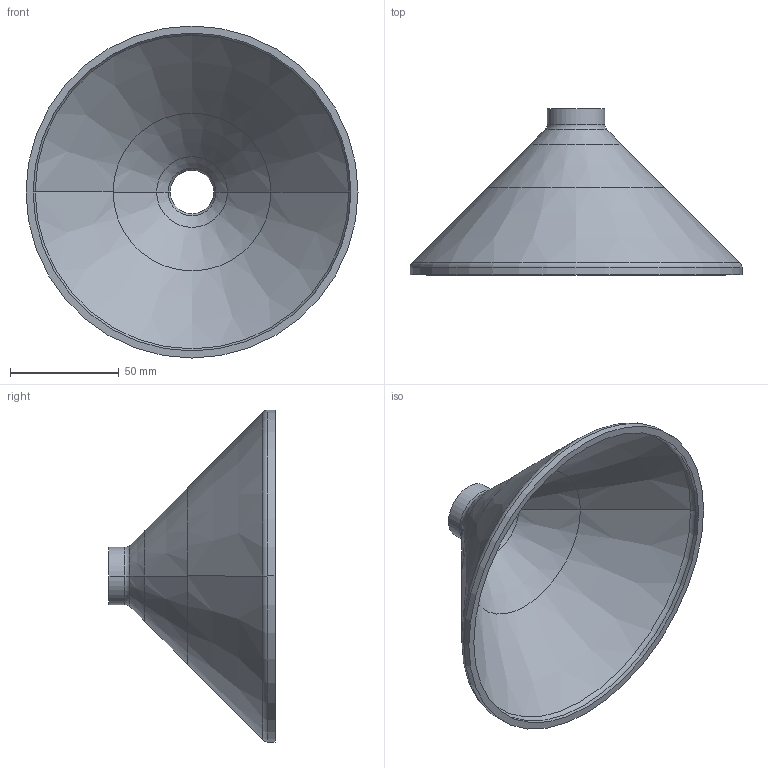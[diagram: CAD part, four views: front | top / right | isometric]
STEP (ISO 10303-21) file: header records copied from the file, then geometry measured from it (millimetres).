
FILE_DESCRIPTION (( 'STEP AP214' ), '1' );
FILE_NAME ('Hopper_Tank_Funnel.STEP', '2024-11-28T09:37:15', ( 'Windows User' ), ( '' ), 'SwSTEP 2.0', 'SolidWorks 2024', '' );
FILE_SCHEMA (( 'AUTOMOTIVE_DESIGN' ));
Length unit declared in the file: millimetre
Products named in the file (1): Hopper_Tank_Funnel
Bounding box: 152.4 x 76.2 x 152.4 mm (x, y, z)
Volume: 86540.6 mm3; surface area: 58524.1 mm2
Topology: 4 solids, 4 shells, 40 faces, 80 edges, 48 vertices
Faces by surface type: cone 12, plane 12, cylinder 8, torus 8
Entity records: 1102 total; most frequent: DIRECTION 210, CARTESIAN_POINT 169, ORIENTED_EDGE 160, AXIS2_PLACEMENT_3D 89, EDGE_CURVE 80, VERTEX_POINT 48, CIRCLE 48, EDGE_LOOP 44
